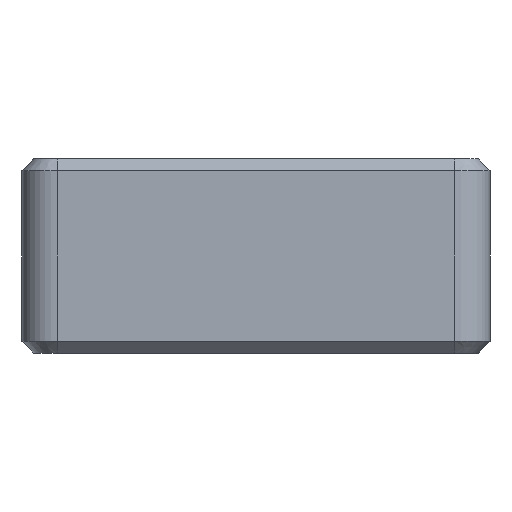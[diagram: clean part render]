
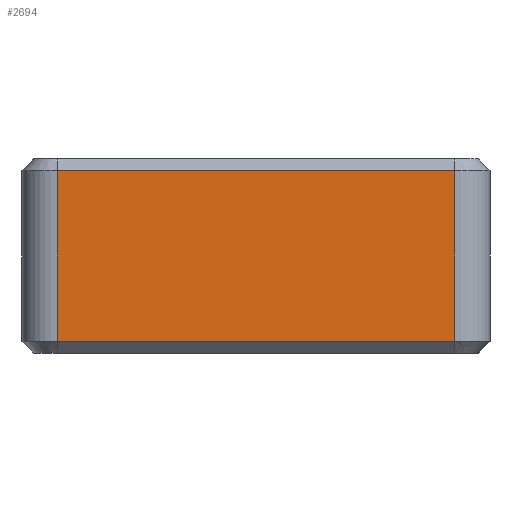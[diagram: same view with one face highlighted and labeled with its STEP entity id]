
A CAD part, left-side view. The second image highlights one B-rep face of the part: STEP entity #2694.
In plain terms, the highlighted planar face has unit normal (-1, 0, 0).
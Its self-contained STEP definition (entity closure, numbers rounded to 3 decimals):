
#189=PLANE('',#2922);
#331=FACE_OUTER_BOUND('',#495,.T.);
#495=EDGE_LOOP('',(#2336,#2337,#2338,#2339));
#738=LINE('',#4467,#1022);
#745=LINE('',#4486,#1029);
#746=LINE('',#4490,#1030);
#747=LINE('',#4491,#1031);
#1022=VECTOR('',#3488,10.);
#1029=VECTOR('',#3509,10.);
#1030=VECTOR('',#3514,10.);
#1031=VECTOR('',#3515,10.);
#1335=VERTEX_POINT('',#4461);
#1336=VERTEX_POINT('',#4465);
#1341=VERTEX_POINT('',#4485);
#1342=VERTEX_POINT('',#4489);
#1676=EDGE_CURVE('',#1335,#1336,#738,.T.);
#1685=EDGE_CURVE('',#1336,#1341,#745,.T.);
#1687=EDGE_CURVE('',#1335,#1342,#746,.T.);
#1688=EDGE_CURVE('',#1341,#1342,#747,.T.);
#2336=ORIENTED_EDGE('',*,*,#1676,.F.);
#2337=ORIENTED_EDGE('',*,*,#1687,.T.);
#2338=ORIENTED_EDGE('',*,*,#1688,.F.);
#2339=ORIENTED_EDGE('',*,*,#1685,.F.);
#2694=ADVANCED_FACE('',(#331),#189,.T.);
#2922=AXIS2_PLACEMENT_3D('',#4488,#3512,#3513);
#3488=DIRECTION('',(0.,-1.,0.));
#3509=DIRECTION('',(0.,0.,-1.));
#3512=DIRECTION('center_axis',(-1.,0.,0.));
#3513=DIRECTION('ref_axis',(0.,-1.,0.));
#3514=DIRECTION('',(0.,0.,-1.));
#3515=DIRECTION('',(0.,1.,0.));
#4461=CARTESIAN_POINT('',(-25.4,17.,13.6));
#4465=CARTESIAN_POINT('',(-25.4,-17.,13.6));
#4467=CARTESIAN_POINT('',(-25.4,8.5,13.6));
#4485=CARTESIAN_POINT('',(-25.4,-17.,-1.));
#4486=CARTESIAN_POINT('',(-25.4,-17.,-2.));
#4488=CARTESIAN_POINT('Origin',(-25.4,17.,0.));
#4489=CARTESIAN_POINT('',(-25.4,17.,-1.));
#4490=CARTESIAN_POINT('',(-25.4,17.,-2.));
#4491=CARTESIAN_POINT('',(-25.4,8.5,-1.));
